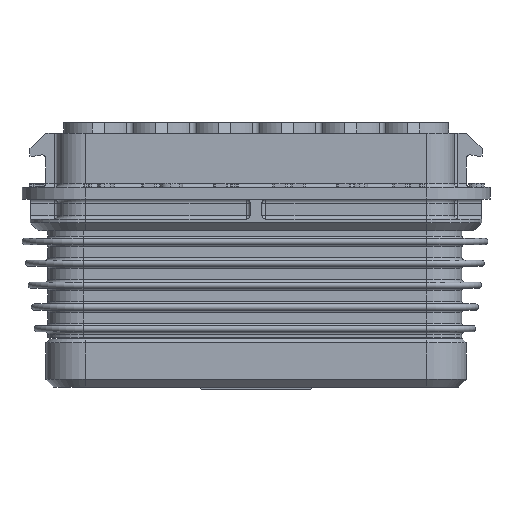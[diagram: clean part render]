
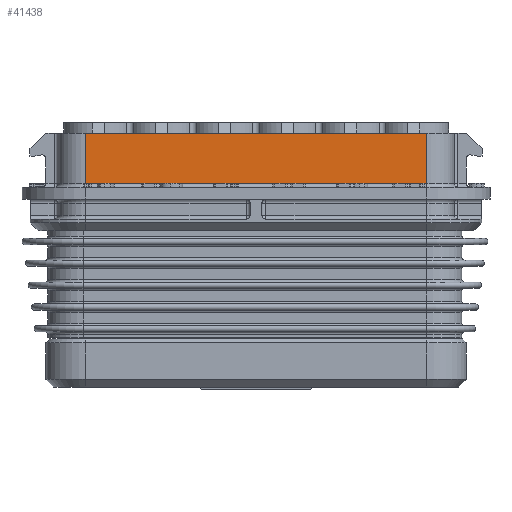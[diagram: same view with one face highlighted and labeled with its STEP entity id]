
A CAD part, front view. The second image highlights one B-rep face of the part: STEP entity #41438.
In plain terms, the highlighted planar face has unit normal (0, -1, 0).
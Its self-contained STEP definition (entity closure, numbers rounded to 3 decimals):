
#1643=DIRECTION('',(-1.,0.,0.));
#1644=VECTOR('',#1643,43.7);
#1645=CARTESIAN_POINT('',(21.85,-9.425,26.51));
#1646=LINE('',#1645,#1644);
#4529=DIRECTION('',(0.,0.,1.));
#4530=VECTOR('',#4529,6.45);
#4531=CARTESIAN_POINT('',(21.85,-9.425,20.06));
#4532=LINE('',#4531,#4530);
#4537=DIRECTION('',(1.,0.,0.));
#4538=VECTOR('',#4537,43.7);
#4539=CARTESIAN_POINT('',(-21.85,-9.425,20.06));
#4540=LINE('',#4539,#4538);
#4564=DIRECTION('',(0.,0.,-1.));
#4565=VECTOR('',#4564,6.45);
#4566=CARTESIAN_POINT('',(-21.85,-9.425,26.51));
#4567=LINE('',#4566,#4565);
#31929=CARTESIAN_POINT('',(21.85,-9.425,26.51));
#31930=VERTEX_POINT('',#31929);
#31931=CARTESIAN_POINT('',(-21.85,-9.425,26.51));
#31932=VERTEX_POINT('',#31931);
#32734=CARTESIAN_POINT('',(21.85,-9.425,20.06));
#32735=VERTEX_POINT('',#32734);
#32736=CARTESIAN_POINT('',(-21.85,-9.425,20.06));
#32737=VERTEX_POINT('',#32736);
#41425=CARTESIAN_POINT('',(21.85,-9.425,0.));
#41426=DIRECTION('',(0.,-1.,0.));
#41427=DIRECTION('',(-1.,0.,0.));
#41428=AXIS2_PLACEMENT_3D('',#41425,#41426,#41427);
#41429=PLANE('',#41428);
#41431=ORIENTED_EDGE('',*,*,#41430,.F.);
#41433=ORIENTED_EDGE('',*,*,#41432,.F.);
#41434=ORIENTED_EDGE('',*,*,#39615,.F.);
#41435=ORIENTED_EDGE('',*,*,#41417,.F.);
#41436=EDGE_LOOP('',(#41431,#41433,#41434,#41435));
#41437=FACE_OUTER_BOUND('',#41436,.F.);
#41438=ADVANCED_FACE('',(#41437),#41429,.T.);
#39615=EDGE_CURVE('',#31930,#31932,#1646,.T.);
#41417=EDGE_CURVE('',#32735,#31930,#4532,.T.);
#41430=EDGE_CURVE('',#32737,#32735,#4540,.T.);
#41432=EDGE_CURVE('',#31932,#32737,#4567,.T.);
